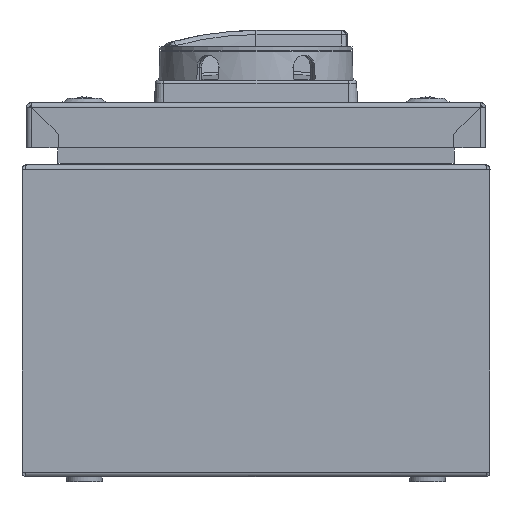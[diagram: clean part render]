
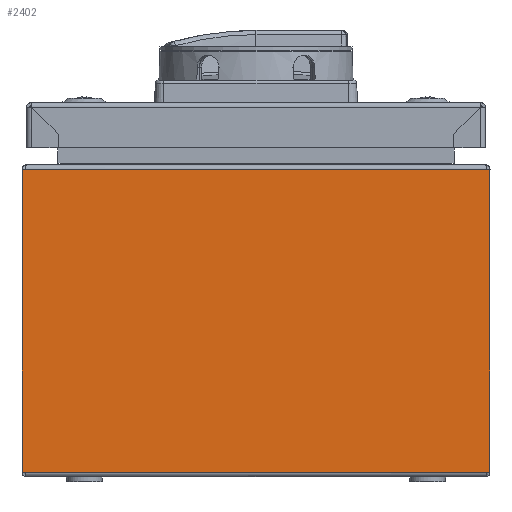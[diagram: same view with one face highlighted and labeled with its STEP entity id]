
A CAD part, front view. The second image highlights one B-rep face of the part: STEP entity #2402.
In plain terms, the highlighted planar face has unit normal (0, -1, 0).
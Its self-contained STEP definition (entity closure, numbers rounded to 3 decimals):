
#387=LINE('',#12336,#1060);
#406=LINE('',#12379,#1079);
#409=LINE('',#12385,#1082);
#412=LINE('',#12391,#1085);
#420=LINE('',#12408,#1093);
#427=LINE('',#12423,#1100);
#430=LINE('',#12429,#1103);
#436=LINE('',#12545,#1109);
#1060=VECTOR('',#8802,1.);
#1079=VECTOR('',#8837,1.);
#1082=VECTOR('',#8842,1.);
#1085=VECTOR('',#8847,1.);
#1093=VECTOR('',#8859,1.);
#1100=VECTOR('',#8870,1.);
#1103=VECTOR('',#8875,1.);
#1109=VECTOR('',#8885,1.);
#1893=PLANE('',#7800);
#2101=FACE_OUTER_BOUND('',#2981,.T.);
#2402=ADVANCED_FACE('',(#2101),#1893,.T.);
#2981=EDGE_LOOP('',(#3831,#3832,#3833,#3834,#3835,#3836,#3837,#3838));
#3831=ORIENTED_EDGE('',*,*,#6353,.T.);
#3832=ORIENTED_EDGE('',*,*,#6387,.T.);
#3833=ORIENTED_EDGE('',*,*,#6394,.T.);
#3834=ORIENTED_EDGE('',*,*,#6397,.T.);
#3835=ORIENTED_EDGE('',*,*,#6406,.F.);
#3836=ORIENTED_EDGE('',*,*,#6379,.F.);
#3837=ORIENTED_EDGE('',*,*,#6376,.F.);
#3838=ORIENTED_EDGE('',*,*,#6373,.F.);
#5334=VERTEX_POINT('',#12260);
#5337=VERTEX_POINT('',#12337);
#5349=VERTEX_POINT('',#12380);
#5351=VERTEX_POINT('',#12386);
#5353=VERTEX_POINT('',#12392);
#5359=VERTEX_POINT('',#12407);
#5365=VERTEX_POINT('',#12422);
#5367=VERTEX_POINT('',#12428);
#6353=EDGE_CURVE('',#5337,#5334,#387,.T.);
#6373=EDGE_CURVE('',#5337,#5349,#406,.T.);
#6376=EDGE_CURVE('',#5349,#5351,#409,.T.);
#6379=EDGE_CURVE('',#5351,#5353,#412,.T.);
#6387=EDGE_CURVE('',#5334,#5359,#420,.T.);
#6394=EDGE_CURVE('',#5359,#5365,#427,.T.);
#6397=EDGE_CURVE('',#5365,#5367,#430,.T.);
#6406=EDGE_CURVE('',#5353,#5367,#436,.T.);
#7800=AXIS2_PLACEMENT_3D('',#12551,#8888,#8889);
#8802=DIRECTION('',(1.,0.,0.));
#8837=DIRECTION('',(-1.,0.,0.));
#8842=DIRECTION('',(0.,0.,1.));
#8847=DIRECTION('',(1.,0.,0.));
#8859=DIRECTION('',(1.,0.,0.));
#8870=DIRECTION('',(0.,0.,1.));
#8875=DIRECTION('',(-1.,0.,0.));
#8885=DIRECTION('',(1.,0.,0.));
#8888=DIRECTION('',(0.,-1.,0.));
#8889=DIRECTION('',(0.,0.,1.));
#12260=CARTESIAN_POINT('',(73.943,-100.,-118.5));
#12336=CARTESIAN_POINT('',(-1075.022,-100.,-118.5));
#12337=CARTESIAN_POINT('',(-73.986,-100.,-118.5));
#12379=CARTESIAN_POINT('',(73.978,-100.,-118.5));
#12380=CARTESIAN_POINT('',(-75.022,-100.,-118.5));
#12385=CARTESIAN_POINT('',(-75.022,-100.,-118.5));
#12386=CARTESIAN_POINT('',(-75.022,-100.,-21.5));
#12391=CARTESIAN_POINT('',(73.978,-100.,-21.5));
#12392=CARTESIAN_POINT('',(-73.986,-100.,-21.5));
#12407=CARTESIAN_POINT('',(74.978,-100.,-118.5));
#12408=CARTESIAN_POINT('',(-1075.022,-100.,-118.5));
#12422=CARTESIAN_POINT('',(74.978,-100.,-21.5));
#12423=CARTESIAN_POINT('',(74.978,-100.,-118.5));
#12428=CARTESIAN_POINT('',(73.943,-100.,-21.5));
#12429=CARTESIAN_POINT('',(-1075.022,-100.,-21.5));
#12545=CARTESIAN_POINT('',(-1075.022,-100.,-21.5));
#12551=CARTESIAN_POINT('',(-1075.022,-100.,-21.5));
